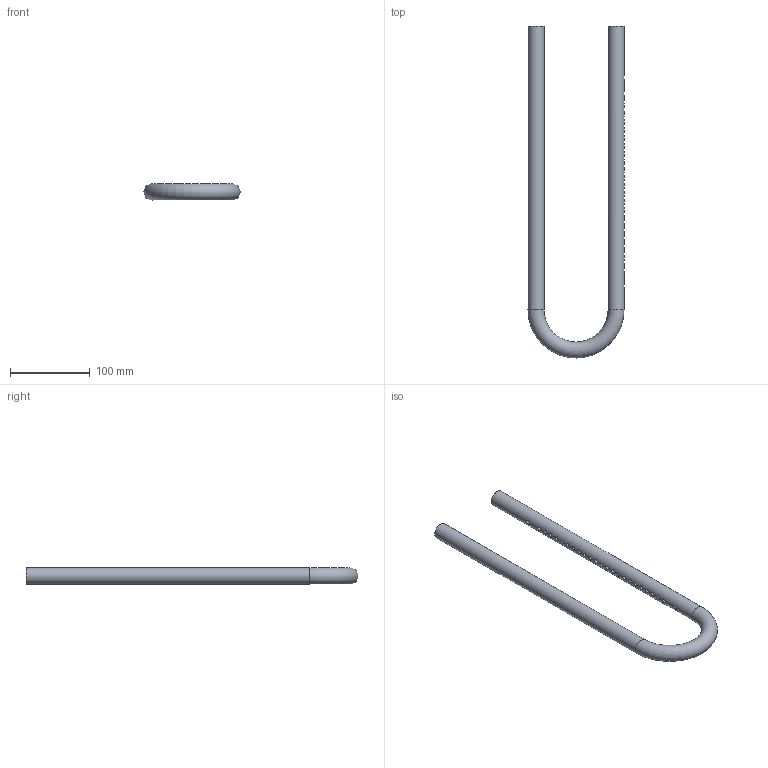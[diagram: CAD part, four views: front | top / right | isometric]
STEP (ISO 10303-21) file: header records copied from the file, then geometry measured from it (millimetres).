
FILE_DESCRIPTION(/* description */ (''),/* implementation_level */ '2;1');
FILE_NAME(/* name */ 'Footrest v1.step',/* time_stamp */ '2023-11-20T16:51:43-05:00',/* author */ (''),/* organization */ (''),/* preprocessor_version */ 'ST-DEVELOPER v20',/* originating_system */ 'Autodesk Translation Framework v12.14.0.127',/* authorisation */ '');
FILE_SCHEMA (('AUTOMOTIVE_DESIGN { 1 0 10303 214 3 1 1 }'));
Length unit declared in the file: millimetre
Products named in the file (1): Footrest
Bounding box: 120.06 x 415.03 x 20.04 mm (x, y, z)
Volume: 262690.5 mm3; surface area: 63111.1 mm2
Topology: 3 solids, 3 shells, 34 faces, 84 edges, 56 vertices
Faces by surface type: cylinder 27, plane 6, torus 1
Full cylindrical faces by diameter (mm): 5 x25, 20 x2
Entity records: 2683 total; most frequent: CARTESIAN_POINT 1825, ORIENTED_EDGE 168, DIRECTION 111, EDGE_LOOP 84, EDGE_CURVE 84, VERTEX_POINT 56, FACE_BOUND 50, B_SPLINE_CURVE_WITH_KNOTS 50
